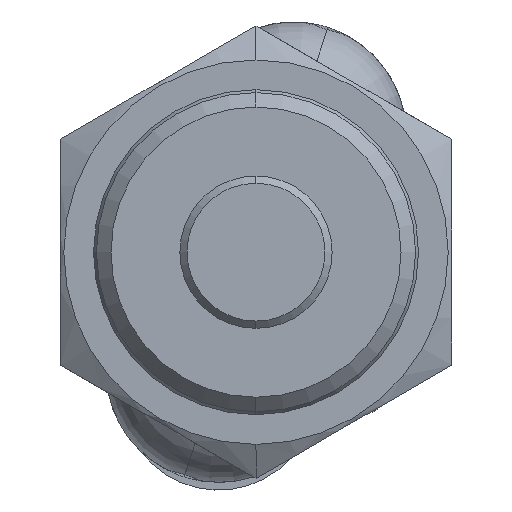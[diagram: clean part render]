
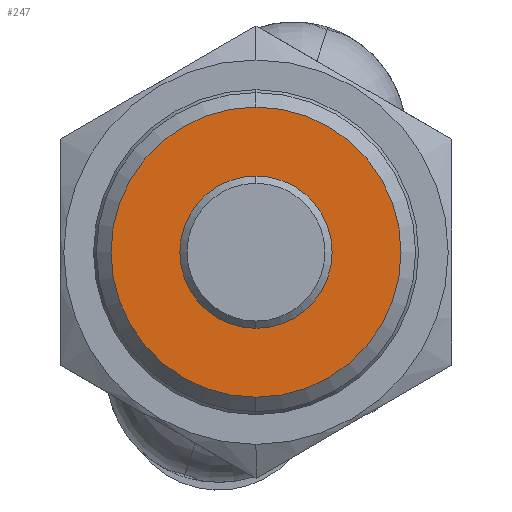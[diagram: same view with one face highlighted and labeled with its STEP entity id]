
A CAD part, front view. The second image highlights one B-rep face of the part: STEP entity #247.
In plain terms, the highlighted planar face has unit normal (0, -1, 0).
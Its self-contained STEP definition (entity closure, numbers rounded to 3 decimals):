
#141 = ORIENTED_EDGE ( 'NONE', *, *, #27251, .T. ) ;
#247 = ADVANCED_FACE ( 'NONE', ( #19619, #29537 ), #33382, .F. ) ;
#821 = DIRECTION ( 'NONE',  ( 0., -1., 0. ) ) ;
#2389 = AXIS2_PLACEMENT_3D ( 'NONE', #18138, #821, #14729 ) ;
#3256 = AXIS2_PLACEMENT_3D ( 'NONE', #13715, #31113, #24562 ) ;
#3757 = DIRECTION ( 'NONE',  ( 0., -1., 0. ) ) ;
#6012 = CIRCLE ( 'NONE', #2389, 5.25 ) ;
#8055 = ORIENTED_EDGE ( 'NONE', *, *, #34728, .T. ) ;
#8565 = EDGE_LOOP ( 'NONE', ( #8055, #141 ) ) ;
#9225 = DIRECTION ( 'NONE',  ( 0., 0., -1. ) ) ;
#12669 = CARTESIAN_POINT ( 'NONE',  ( 0., -10.5, -10. ) ) ;
#13319 = VERTEX_POINT ( 'NONE', #25461 ) ;
#13715 = CARTESIAN_POINT ( 'NONE',  ( -5.25, -10.5, 0. ) ) ;
#14729 = DIRECTION ( 'NONE',  ( 0., 0., -1. ) ) ;
#15175 = CARTESIAN_POINT ( 'NONE',  ( 0., -10.5, -5.25 ) ) ;
#16340 = CARTESIAN_POINT ( 'NONE',  ( 0., -10.5, 5.25 ) ) ;
#17189 = AXIS2_PLACEMENT_3D ( 'NONE', #20987, #27953, #37423 ) ;
#18138 = CARTESIAN_POINT ( 'NONE',  ( 0., -10.5, 0. ) ) ;
#18690 = EDGE_CURVE ( 'NONE', #40027, #36915, #36395, .T. ) ;
#18715 = EDGE_CURVE ( 'NONE', #36915, #40027, #6012, .T. ) ;
#19037 = ORIENTED_EDGE ( 'NONE', *, *, #18715, .F. ) ;
#19619 = FACE_BOUND ( 'NONE', #20482, .T. ) ;
#20482 = EDGE_LOOP ( 'NONE', ( #39405, #19037 ) ) ;
#20987 = CARTESIAN_POINT ( 'NONE',  ( 0., -10.5, 0. ) ) ;
#21280 = AXIS2_PLACEMENT_3D ( 'NONE', #27816, #3757, #21756 ) ;
#21756 = DIRECTION ( 'NONE',  ( 0., 0., -1. ) ) ;
#24562 = DIRECTION ( 'NONE',  ( 0., 0., 1. ) ) ;
#25461 = CARTESIAN_POINT ( 'NONE',  ( 0., -10.5, 10. ) ) ;
#27251 = EDGE_CURVE ( 'NONE', #29544, #13319, #43370, .T. ) ;
#27816 = CARTESIAN_POINT ( 'NONE',  ( 0., -10.5, 0. ) ) ;
#27953 = DIRECTION ( 'NONE',  ( 0., -1., 0. ) ) ;
#29537 = FACE_OUTER_BOUND ( 'NONE', #8565, .T. ) ;
#29544 = VERTEX_POINT ( 'NONE', #12669 ) ;
#31113 = DIRECTION ( 'NONE',  ( 0., 1., 0. ) ) ;
#32755 = DIRECTION ( 'NONE',  ( 0., -1., 0. ) ) ;
#33382 = PLANE ( 'NONE',  #3256 ) ;
#34728 = EDGE_CURVE ( 'NONE', #13319, #29544, #41736, .T. ) ;
#36395 = CIRCLE ( 'NONE', #21280, 5.25 ) ;
#36806 = CARTESIAN_POINT ( 'NONE',  ( 0., -10.5, 0. ) ) ;
#36845 = AXIS2_PLACEMENT_3D ( 'NONE', #36806, #32755, #9225 ) ;
#36915 = VERTEX_POINT ( 'NONE', #16340 ) ;
#37423 = DIRECTION ( 'NONE',  ( 0., 0., -1. ) ) ;
#39405 = ORIENTED_EDGE ( 'NONE', *, *, #18690, .F. ) ;
#40027 = VERTEX_POINT ( 'NONE', #15175 ) ;
#41736 = CIRCLE ( 'NONE', #17189, 10. ) ;
#43370 = CIRCLE ( 'NONE', #36845, 10. ) ;
